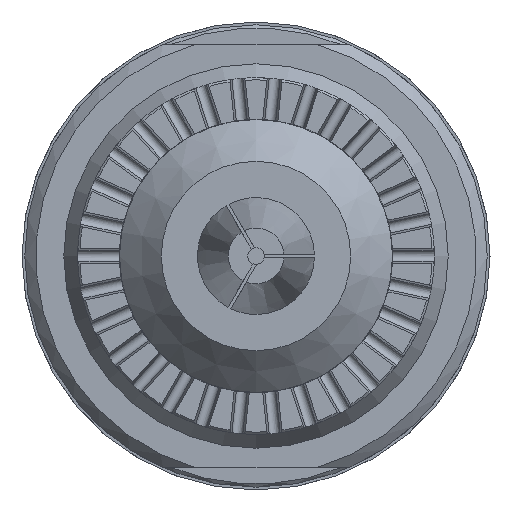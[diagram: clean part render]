
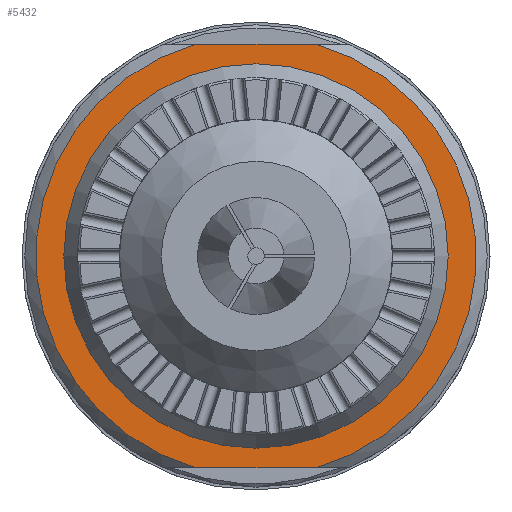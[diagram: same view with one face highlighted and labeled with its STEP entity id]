
A CAD part, left-side view. The second image highlights one B-rep face of the part: STEP entity #5432.
In plain terms, the highlighted planar face has unit normal (-1, 0, 0).
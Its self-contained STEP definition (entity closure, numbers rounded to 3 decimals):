
#225=FACE_BOUND('',#1126,.T.);
#256=PLANE('',#5834);
#816=FACE_OUTER_BOUND('',#1125,.T.);
#1125=EDGE_LOOP('',(#3955,#3956,#3957,#3958));
#1126=EDGE_LOOP('',(#3959,#3960));
#1407=LINE('',#8319,#1741);
#1408=LINE('',#8321,#1742);
#1741=VECTOR('',#6651,10.);
#1742=VECTOR('',#6652,10.);
#2123=CIRCLE('',#5833,19.75);
#2124=CIRCLE('',#5835,19.75);
#2125=CIRCLE('',#5836,8.);
#2126=CIRCLE('',#5837,8.);
#2420=VERTEX_POINT('',#8305);
#2423=VERTEX_POINT('',#8312);
#2424=VERTEX_POINT('',#8318);
#2425=VERTEX_POINT('',#8320);
#2426=VERTEX_POINT('',#8323);
#2427=VERTEX_POINT('',#8324);
#3005=EDGE_CURVE('',#2423,#2420,#2123,.T.);
#3006=EDGE_CURVE('',#2424,#2420,#1407,.T.);
#3007=EDGE_CURVE('',#2423,#2425,#1408,.T.);
#3008=EDGE_CURVE('',#2424,#2425,#2124,.T.);
#3009=EDGE_CURVE('',#2426,#2427,#2125,.T.);
#3010=EDGE_CURVE('',#2427,#2426,#2126,.T.);
#3955=ORIENTED_EDGE('',*,*,#3006,.T.);
#3956=ORIENTED_EDGE('',*,*,#3005,.F.);
#3957=ORIENTED_EDGE('',*,*,#3007,.T.);
#3958=ORIENTED_EDGE('',*,*,#3008,.F.);
#3959=ORIENTED_EDGE('',*,*,#3009,.T.);
#3960=ORIENTED_EDGE('',*,*,#3010,.T.);
#5432=ADVANCED_FACE('',(#816,#225),#256,.T.);
#5833=AXIS2_PLACEMENT_3D('',#8316,#6647,#6648);
#5834=AXIS2_PLACEMENT_3D('',#8317,#6649,#6650);
#5835=AXIS2_PLACEMENT_3D('',#8322,#6653,#6654);
#5836=AXIS2_PLACEMENT_3D('',#8325,#6655,#6656);
#5837=AXIS2_PLACEMENT_3D('',#8326,#6657,#6658);
#6647=DIRECTION('center_axis',(1.,0.,0.));
#6648=DIRECTION('ref_axis',(0.,1.,0.));
#6649=DIRECTION('center_axis',(-1.,0.,0.));
#6650=DIRECTION('ref_axis',(0.,0.,1.));
#6651=DIRECTION('',(0.,-1.,0.));
#6652=DIRECTION('',(0.,1.,0.));
#6653=DIRECTION('center_axis',(1.,0.,0.));
#6654=DIRECTION('ref_axis',(0.,1.,0.));
#6655=DIRECTION('center_axis',(1.,0.,0.));
#6656=DIRECTION('ref_axis',(0.,1.,0.));
#6657=DIRECTION('center_axis',(1.,0.,0.));
#6658=DIRECTION('ref_axis',(0.,1.,0.));
#8305=CARTESIAN_POINT('',(-87.5,-5.391,-19.));
#8312=CARTESIAN_POINT('',(-87.5,-5.391,19.));
#8316=CARTESIAN_POINT('Origin',(-87.5,0.,
0.));
#8317=CARTESIAN_POINT('Origin',(-87.5,13.875,0.));
#8318=CARTESIAN_POINT('',(-87.5,5.391,-19.));
#8319=CARTESIAN_POINT('',(-87.5,1.392,-19.));
#8320=CARTESIAN_POINT('',(-87.5,5.391,19.));
#8321=CARTESIAN_POINT('',(-87.5,12.483,19.));
#8322=CARTESIAN_POINT('Origin',(-87.5,0.,
0.));
#8323=CARTESIAN_POINT('',(-87.5,8.,0.));
#8324=CARTESIAN_POINT('',(-87.5,-8.,0.));
#8325=CARTESIAN_POINT('Origin',(-87.5,0.,
0.));
#8326=CARTESIAN_POINT('Origin',(-87.5,0.,
0.));
